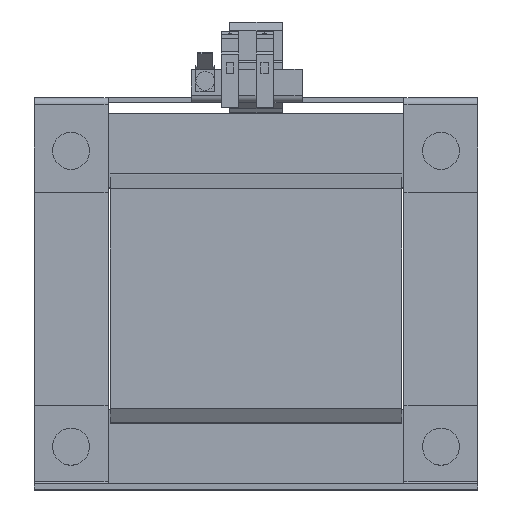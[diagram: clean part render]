
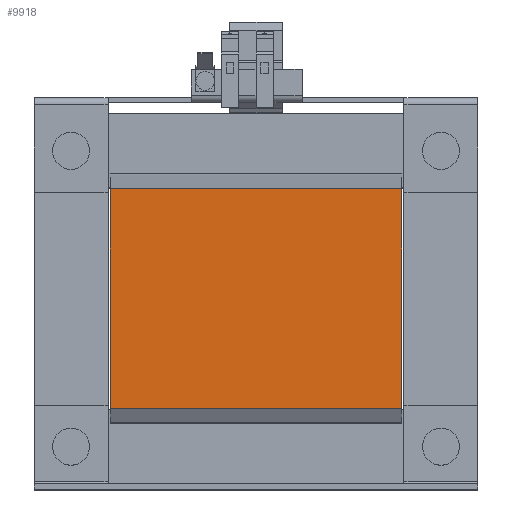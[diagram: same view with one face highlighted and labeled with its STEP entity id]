
A CAD part, top view. The second image highlights one B-rep face of the part: STEP entity #9918.
In plain terms, the highlighted planar face has unit normal (0, 0, 1).
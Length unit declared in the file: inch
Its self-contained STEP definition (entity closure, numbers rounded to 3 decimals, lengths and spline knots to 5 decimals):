
#92 = VERTEX_POINT ( 'NONE', #2283 ) ;
#494 = VERTEX_POINT ( 'NONE', #4603 ) ;
#546 = LINE ( 'NONE', #9500, #6451 ) ;
#1016 = VECTOR ( 'NONE', #1582, 39.37008 ) ;
#1554 = FACE_OUTER_BOUND ( 'NONE', #9703, .T. ) ;
#1582 = DIRECTION ( 'NONE',  ( 1., 0., 0. ) ) ;
#2283 = CARTESIAN_POINT ( 'NONE',  ( 2.48031, -1.87008, 3.0315 ) ) ;
#3041 = DIRECTION ( 'NONE',  ( 0., -1., 0. ) ) ;
#3342 = AXIS2_PLACEMENT_3D ( 'NONE', #4793, #9504, #7291 ) ;
#3593 = ORIENTED_EDGE ( 'NONE', *, *, #7841, .F. ) ;
#3703 = CARTESIAN_POINT ( 'NONE',  ( 2.48031, -1.87008, 3.0315 ) ) ;
#4535 = EDGE_CURVE ( 'NONE', #5330, #92, #5026, .T. ) ;
#4603 = CARTESIAN_POINT ( 'NONE',  ( -2.48031, 1.87008, 3.0315 ) ) ;
#4615 = ORIENTED_EDGE ( 'NONE', *, *, #4535, .T. ) ;
#4793 = CARTESIAN_POINT ( 'NONE',  ( 2.48031, -1.87008, 3.0315 ) ) ;
#5026 = LINE ( 'NONE', #3703, #7077 ) ;
#5264 = VECTOR ( 'NONE', #9393, 39.37008 ) ;
#5282 = ORIENTED_EDGE ( 'NONE', *, *, #7864, .T. ) ;
#5330 = VERTEX_POINT ( 'NONE', #8228 ) ;
#5576 = EDGE_CURVE ( 'NONE', #494, #9248, #6417, .T. ) ;
#6417 = LINE ( 'NONE', #7372, #1016 ) ;
#6451 = VECTOR ( 'NONE', #3041, 39.37008 ) ;
#6988 = DIRECTION ( 'NONE',  ( 1., 0., 0. ) ) ;
#7077 = VECTOR ( 'NONE', #6988, 39.37008 ) ;
#7291 = DIRECTION ( 'NONE',  ( 0., 1., 0. ) ) ;
#7372 = CARTESIAN_POINT ( 'NONE',  ( 2.48031, 1.87008, 3.0315 ) ) ;
#7841 = EDGE_CURVE ( 'NONE', #9248, #92, #546, .T. ) ;
#7864 = EDGE_CURVE ( 'NONE', #494, #5330, #9343, .T. ) ;
#8228 = CARTESIAN_POINT ( 'NONE',  ( -2.48031, -1.87008, 3.0315 ) ) ;
#8685 = CARTESIAN_POINT ( 'NONE',  ( 2.48031, 1.87008, 3.0315 ) ) ;
#9248 = VERTEX_POINT ( 'NONE', #8685 ) ;
#9343 = LINE ( 'NONE', #10184, #5264 ) ;
#9393 = DIRECTION ( 'NONE',  ( 0., -1., 0. ) ) ;
#9500 = CARTESIAN_POINT ( 'NONE',  ( 2.48031, 0., 3.0315 ) ) ;
#9504 = DIRECTION ( 'NONE',  ( 0., 0., -1. ) ) ;
#9703 = EDGE_LOOP ( 'NONE', ( #4615, #3593, #10132, #5282 ) ) ;
#9918 = ADVANCED_FACE ( 'NONE', ( #1554 ), #10349, .F. ) ;
#10132 = ORIENTED_EDGE ( 'NONE', *, *, #5576, .F. ) ;
#10184 = CARTESIAN_POINT ( 'NONE',  ( -2.48031, 0., 3.0315 ) ) ;
#10349 = PLANE ( 'NONE',  #3342 ) ;
